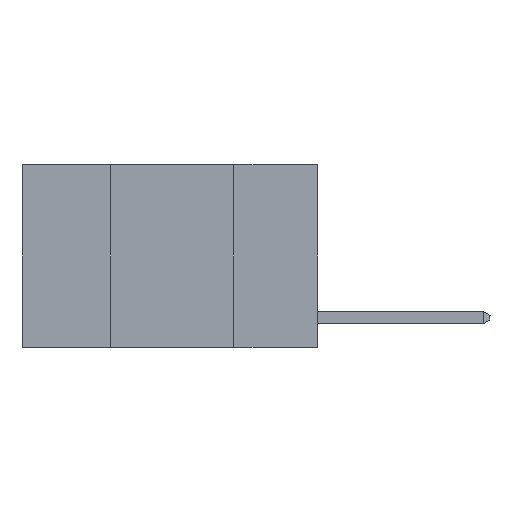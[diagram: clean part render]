
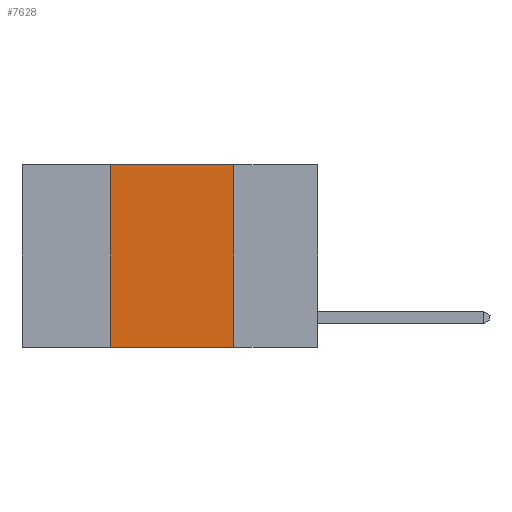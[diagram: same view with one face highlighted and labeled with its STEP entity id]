
A CAD part, left-side view. The second image highlights one B-rep face of the part: STEP entity #7628.
In plain terms, the highlighted planar face has unit normal (-1, 0, 0).
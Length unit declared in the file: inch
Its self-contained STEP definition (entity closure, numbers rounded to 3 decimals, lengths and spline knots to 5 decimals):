
#497 = EDGE_LOOP ( 'NONE', ( #14735, #7959, #8263, #15040 ) ) ;
#612 = DIRECTION ( 'NONE',  ( 0., 0., -1. ) ) ;
#633 = CARTESIAN_POINT ( 'NONE',  ( 0., 0.42, -0.37 ) ) ;
#1509 = EDGE_CURVE ( 'NONE', #7198, #7986, #8271, .T. ) ;
#2575 = DIRECTION ( 'NONE',  ( 1., 0., 0. ) ) ;
#3207 = CARTESIAN_POINT ( 'NONE',  ( 0., 0.17, 0. ) ) ;
#3609 = AXIS2_PLACEMENT_3D ( 'NONE', #3838, #2575, #12256 ) ;
#3734 = CARTESIAN_POINT ( 'NONE',  ( 0., 0.42, 0. ) ) ;
#3789 = LINE ( 'NONE', #3734, #4193 ) ;
#3838 = CARTESIAN_POINT ( 'NONE',  ( 0., 0.6, 0. ) ) ;
#4193 = VECTOR ( 'NONE', #14334, 39.37008 ) ;
#4212 = VECTOR ( 'NONE', #16402, 39.37008 ) ;
#4238 = FACE_OUTER_BOUND ( 'NONE', #497, .T. ) ;
#4348 = VERTEX_POINT ( 'NONE', #8988 ) ;
#5108 = EDGE_CURVE ( 'NONE', #15053, #7986, #5811, .T. ) ;
#5274 = LINE ( 'NONE', #13756, #4212 ) ;
#5811 = LINE ( 'NONE', #5902, #13329 ) ;
#5902 = CARTESIAN_POINT ( 'NONE',  ( 0., 0.17, 0. ) ) ;
#6864 = CARTESIAN_POINT ( 'NONE',  ( 0., 0.6, -0.37 ) ) ;
#7198 = VERTEX_POINT ( 'NONE', #633 ) ;
#7628 = ADVANCED_FACE ( 'NONE', ( #4238 ), #11814, .F. ) ;
#7959 = ORIENTED_EDGE ( 'NONE', *, *, #15524, .F. ) ;
#7986 = VERTEX_POINT ( 'NONE', #15844 ) ;
#8263 = ORIENTED_EDGE ( 'NONE', *, *, #15729, .F. ) ;
#8271 = LINE ( 'NONE', #6864, #12206 ) ;
#8988 = CARTESIAN_POINT ( 'NONE',  ( 0., 0.42, 0. ) ) ;
#9473 = DIRECTION ( 'NONE',  ( 0., -1., 0. ) ) ;
#11814 = PLANE ( 'NONE',  #3609 ) ;
#12206 = VECTOR ( 'NONE', #9473, 39.37008 ) ;
#12256 = DIRECTION ( 'NONE',  ( 0., 0., -1. ) ) ;
#13329 = VECTOR ( 'NONE', #612, 39.37008 ) ;
#13756 = CARTESIAN_POINT ( 'NONE',  ( 0., 0.6, 0. ) ) ;
#14334 = DIRECTION ( 'NONE',  ( 0., 0., 1. ) ) ;
#14735 = ORIENTED_EDGE ( 'NONE', *, *, #5108, .F. ) ;
#15040 = ORIENTED_EDGE ( 'NONE', *, *, #1509, .T. ) ;
#15053 = VERTEX_POINT ( 'NONE', #3207 ) ;
#15524 = EDGE_CURVE ( 'NONE', #4348, #15053, #5274, .T. ) ;
#15729 = EDGE_CURVE ( 'NONE', #7198, #4348, #3789, .T. ) ;
#15844 = CARTESIAN_POINT ( 'NONE',  ( 0., 0.17, -0.37 ) ) ;
#16402 = DIRECTION ( 'NONE',  ( 0., -1., 0. ) ) ;
